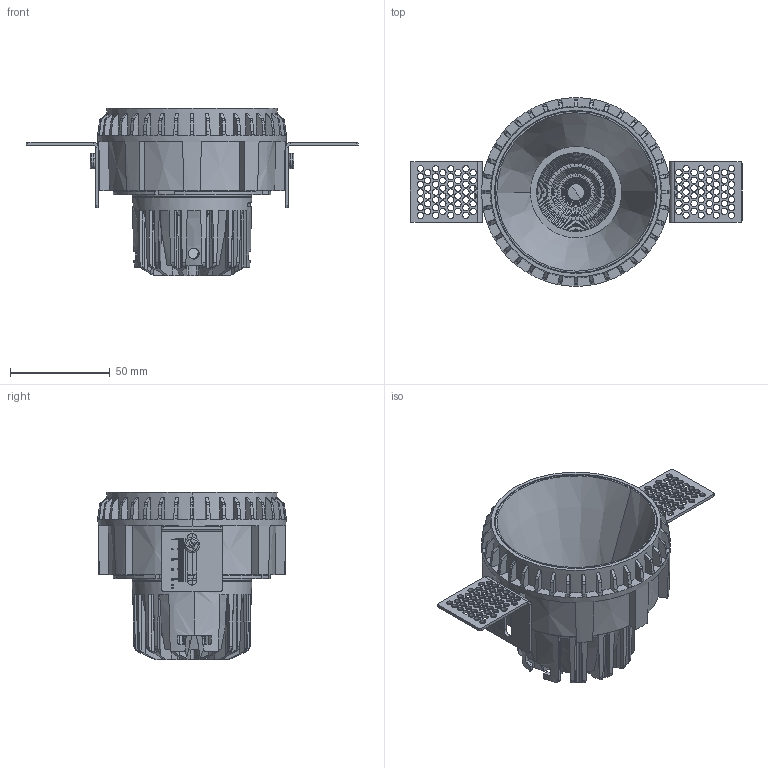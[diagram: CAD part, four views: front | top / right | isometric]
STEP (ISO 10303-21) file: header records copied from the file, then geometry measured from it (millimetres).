
FILE_DESCRIPTION (( 'STEP AP203' ), '1' );
FILE_NAME ('TRE-15WÎÞ±ß¿ò.STEP', '2019-05-14T12:12:59', ( 'user' ), ( '' ), 'SwSTEP 2.0', 'SolidWorks 2017', '' );
FILE_SCHEMA (( 'CONFIG_CONTROL_DESIGN' ));
Length unit declared in the file: millimetre
Products named in the file (11): SHI-SL-CXA-15-HD-A; 西朗德044反光杯套件15-A支架; TRE-15W拸晚遺; M4X4B儂坋趼蹟佪; 囀腑芠2; 假蚾盓殤; TRE-060039散热器; SHI-SL-04460B; M2.5X5沉头十字螺丝(头径￠4.5); L2C4-3090-M02E0900
Assembly tree (13 placements, depth 3):
  TRE-15W拸晚遺
    TRE-15W拸晚遺
    囀腑芠2
    假蚾盓殤  x2
    TRE-060039散热器
    西朗德044反光杯套件15-A支架
      SHI-SL-04460B
      M2.5X5沉头十字螺丝(头径￠4.5)  x2
      L2C4-3090-M02E0900
      SHI-SL-CXA-15-HD-A
    M4X4B儂坋趼蹟佪  x2
Bounding box: 166.77 x 94.71 x 83.9 mm (x, y, z)
Volume: 112402 mm3; surface area: 104970 mm2
Topology: 12 solids, 12 shells, 3441 faces, 8498 edges, 5187 vertices
Faces by surface type: bspline 1672, plane 1003, cylinder 457, cone 216, torus 91, sphere 2
Entity records: 236412 total; most frequent: CARTESIAN_POINT 178608, ORIENTED_EDGE 14278, DIRECTION 7166, EDGE_CURVE 7139, VERTEX_POINT 4295, B_SPLINE_CURVE_WITH_KNOTS 3852, EDGE_LOOP 3128, FACE_OUTER_BOUND 2932
